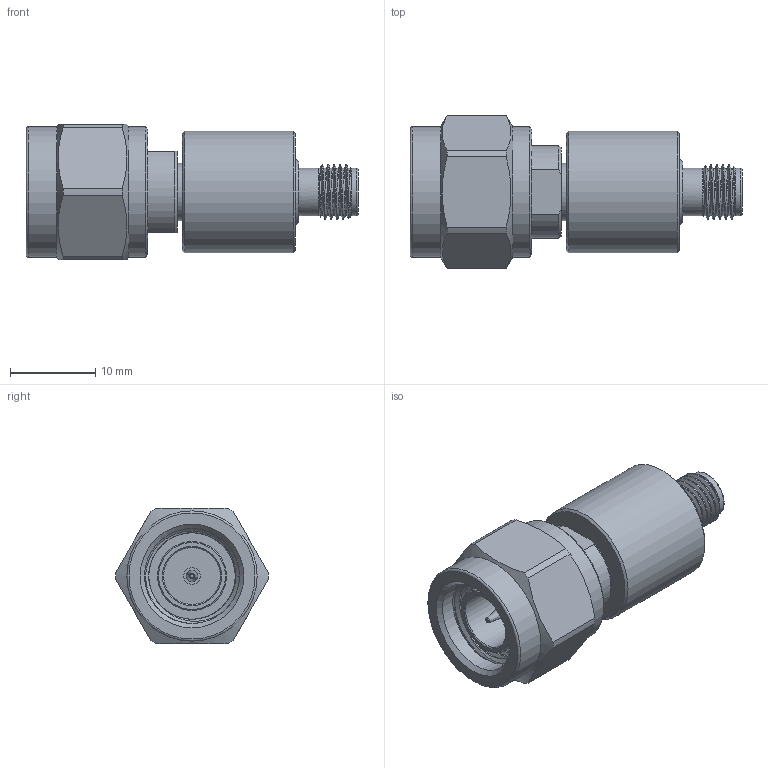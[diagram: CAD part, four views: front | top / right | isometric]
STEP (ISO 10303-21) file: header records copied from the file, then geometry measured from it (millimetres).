
FILE_DESCRIPTION (( 'STEP AP203' ), '1' );
FILE_NAME ('PE9440_3D.step', '2022-03-16T17:59:12', ( '' ), ( '' ), 'SwSTEP 2.0', 'SolidWorks 2021', '' );
FILE_SCHEMA (( 'CONFIG_CONTROL_DESIGN' ));
Length unit declared in the file: inch
Products named in the file (1): PE9440_3D
Bounding box: 38.86 x 17.88 x 15.88 mm (x, y, z)
Volume: 4843.4 mm3; surface area: 2953.1 mm2
Topology: 1 solids, 1 shells, 92 faces, 217 edges, 139 vertices
Faces by surface type: plane 34, cylinder 29, cone 20, bspline 6, torus 3
Full cylindrical faces by diameter (mm): 0.94 x1, 1.194 x1, 1.372 x1, 1.905 x1, 4.572 x1, 5.582 x2, 6.655 x1, 6.72 x1, 8.077 x1, 11.113 x6, 14.224 x1, 15.251 x2
Entity records: 5744 total; most frequent: CARTESIAN_POINT 3940, DIRECTION 350, ORIENTED_EDGE 322, EDGE_CURVE 161, AXIS2_PLACEMENT_3D 152, EDGE_LOOP 126, VERTEX_POINT 117, FACE_OUTER_BOUND 103
